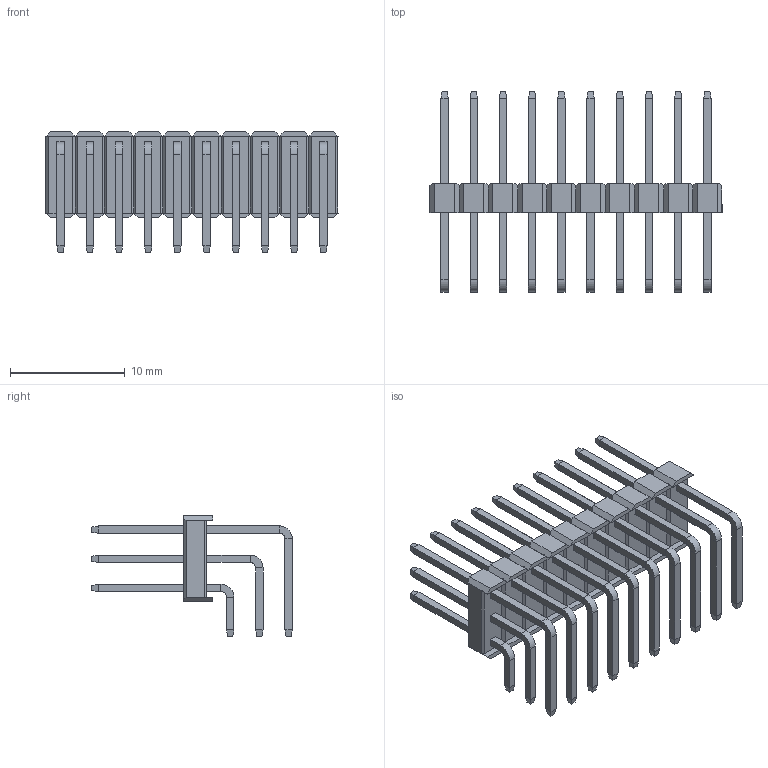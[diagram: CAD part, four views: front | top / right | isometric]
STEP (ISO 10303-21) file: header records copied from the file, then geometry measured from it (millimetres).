
FILE_DESCRIPTION (( 'STEP AP214' ), '1' );
FILE_NAME ('3x10 Male Pin Header Angle.STEP', '2018-11-17T18:49:31', ( 'M.B.I.' ), ( '' ), 'SwSTEP 2.0', '', '' );
FILE_SCHEMA (( 'AUTOMOTIVE_DESIGN' ));
Length unit declared in the file: millimetre
Products named in the file (1): 3x10 Male Pin Header Angle
Bounding box: 25.41 x 17.44 x 10.5 mm (x, y, z)
Volume: 607.8 mm3; surface area: 2332.1 mm2
Topology: 31 solids, 31 shells, 988 faces, 2274 edges, 1348 vertices
Faces by surface type: plane 928, cylinder 60
Entity records: 27190 total; most frequent: CARTESIAN_POINT 4611, ORIENTED_EDGE 4548, DIRECTION 4372, EDGE_CURVE 2274, VECTOR 2154, LINE 2154, VERTEX_POINT 1348, AXIS2_PLACEMENT_3D 1109
